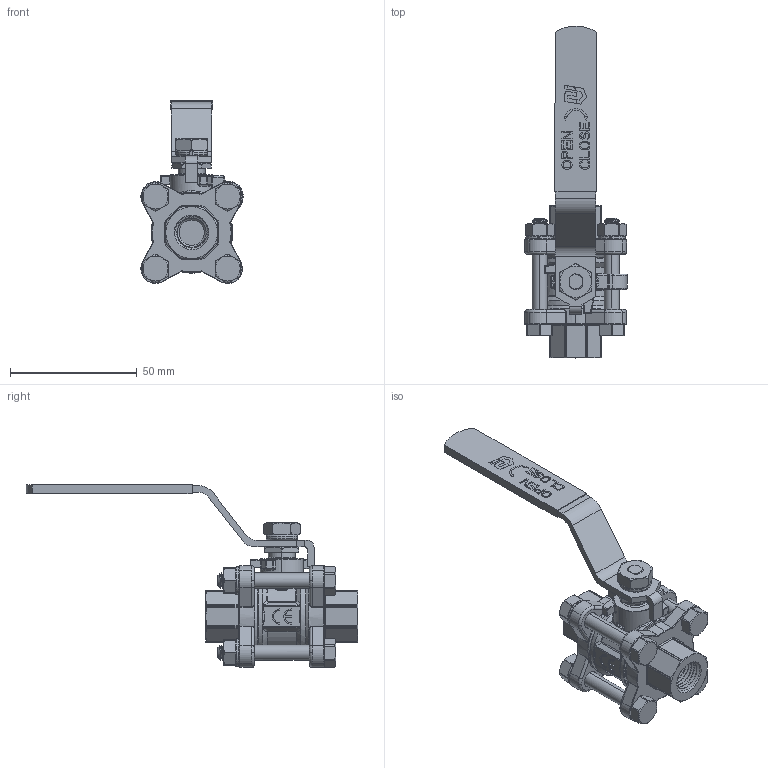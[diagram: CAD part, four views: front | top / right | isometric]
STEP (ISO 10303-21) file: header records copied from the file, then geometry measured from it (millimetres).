
FILE_DESCRIPTION(('HOOPS Exchange Step'),'2;1');
FILE_NAME('GK0400_DN8.stp','2025-10-31T14:37:28+01:00',('nieru'),('Unknown organisation'),'HOOPS Exchange 2024.2','HOOPS Exchange','Unknown authorisation');
FILE_SCHEMA( ('AP203_CONFIGURATION_CONTROLLED_3D_DESIGN_OF_MECHANICAL_PARTS_AND_ASSEMBLIES_MIM_LF') );
Length unit declared in the file: millimetre
Products named in the file (2): 0; root
Assembly tree (1 placements, depth 2):
  root
    0
Bounding box: 40.38 x 130.92 x 72.17 mm (x, y, z)
Volume: 51563.7 mm3; surface area: 24136.3 mm2
Topology: 1 solids, 1 shells, 2073 faces, 5491 edges, 3468 vertices
Faces by surface type: plane 1046, cylinder 457, bspline 252, torus 206, cone 82, sphere 30
Entity records: 95391 total; most frequent: CARTESIAN_POINT 48586, ORIENTED_EDGE 10930, DIRECTION 7921, EDGE_CURVE 5465, VERTEX_POINT 3468, VECTOR 2803, LINE 2803, AXIS2_PLACEMENT_3D 2559
